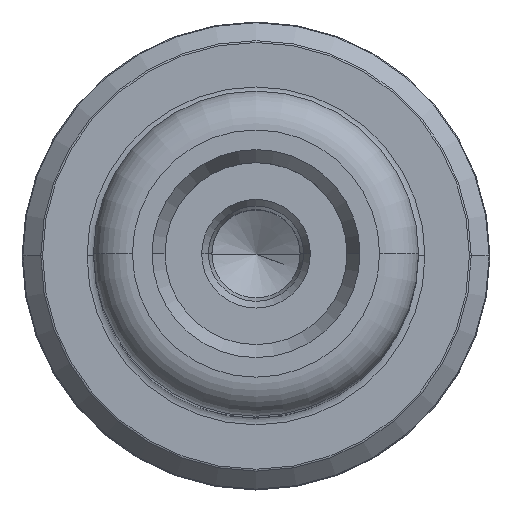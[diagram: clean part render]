
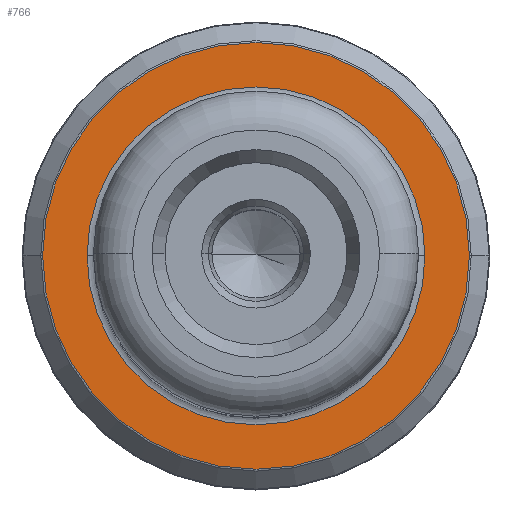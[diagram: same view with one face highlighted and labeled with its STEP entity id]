
A CAD part, top view. The second image highlights one B-rep face of the part: STEP entity #766.
In plain terms, the highlighted planar face has unit normal (0, 0, 1).
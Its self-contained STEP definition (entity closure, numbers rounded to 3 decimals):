
#3 = PLANE ( 'NONE',  #260 ) ;
#158 = CIRCLE ( 'NONE', #2988, 13. ) ;
#241 = AXIS2_PLACEMENT_3D ( 'NONE', #1850, #1886, #1610 ) ;
#260 = AXIS2_PLACEMENT_3D ( 'NONE', #3131, #3149, #936 ) ;
#296 = CIRCLE ( 'NONE', #241, 16.417 ) ;
#373 = ORIENTED_EDGE ( 'NONE', *, *, #521, .T. ) ;
#476 = CARTESIAN_POINT ( 'NONE',  ( 0., 0., 26. ) ) ;
#521 = EDGE_CURVE ( 'NONE', #1780, #1327, #296, .T. ) ;
#564 = FACE_OUTER_BOUND ( 'NONE', #1753, .T. ) ;
#656 = VERTEX_POINT ( 'NONE', #1399 ) ;
#712 = CIRCLE ( 'NONE', #2632, 16.417 ) ;
#766 = ADVANCED_FACE ( 'NONE', ( #1955, #564 ), #3, .T. ) ;
#936 = DIRECTION ( 'NONE',  ( 1., 0., 0. ) ) ;
#971 = DIRECTION ( 'NONE',  ( 0., 0., -1. ) ) ;
#1058 = CARTESIAN_POINT ( 'NONE',  ( -13., 0., 26. ) ) ;
#1247 = CARTESIAN_POINT ( 'NONE',  ( 0., 0., 26. ) ) ;
#1286 = EDGE_CURVE ( 'NONE', #656, #1460, #3074, .T. ) ;
#1327 = VERTEX_POINT ( 'NONE', #3538 ) ;
#1399 = CARTESIAN_POINT ( 'NONE',  ( 13., 0., 26. ) ) ;
#1460 = VERTEX_POINT ( 'NONE', #1058 ) ;
#1519 = CARTESIAN_POINT ( 'NONE',  ( -16.417, 0., 26. ) ) ;
#1579 = DIRECTION ( 'NONE',  ( -1., 0., 0. ) ) ;
#1599 = DIRECTION ( 'NONE',  ( 0., 0., 1. ) ) ;
#1606 = DIRECTION ( 'NONE',  ( 0., 0., -1. ) ) ;
#1610 = DIRECTION ( 'NONE',  ( 1., 0., 0. ) ) ;
#1612 = AXIS2_PLACEMENT_3D ( 'NONE', #1247, #971, #2082 ) ;
#1753 = EDGE_LOOP ( 'NONE', ( #3487, #373 ) ) ;
#1780 = VERTEX_POINT ( 'NONE', #1519 ) ;
#1850 = CARTESIAN_POINT ( 'NONE',  ( 0., 0., 26. ) ) ;
#1886 = DIRECTION ( 'NONE',  ( 0., 0., 1. ) ) ;
#1955 = FACE_BOUND ( 'NONE', #2545, .T. ) ;
#1966 = ORIENTED_EDGE ( 'NONE', *, *, #1286, .T. ) ;
#2082 = DIRECTION ( 'NONE',  ( -1., 0., 0. ) ) ;
#2134 = EDGE_CURVE ( 'NONE', #1460, #656, #158, .T. ) ;
#2545 = EDGE_LOOP ( 'NONE', ( #2719, #1966 ) ) ;
#2632 = AXIS2_PLACEMENT_3D ( 'NONE', #2795, #1599, #3288 ) ;
#2719 = ORIENTED_EDGE ( 'NONE', *, *, #2134, .T. ) ;
#2795 = CARTESIAN_POINT ( 'NONE',  ( 0., 0., 26. ) ) ;
#2988 = AXIS2_PLACEMENT_3D ( 'NONE', #476, #1606, #1579 ) ;
#3074 = CIRCLE ( 'NONE', #1612, 13. ) ;
#3131 = CARTESIAN_POINT ( 'NONE',  ( 0., 0., 26. ) ) ;
#3149 = DIRECTION ( 'NONE',  ( 0., 0., 1. ) ) ;
#3288 = DIRECTION ( 'NONE',  ( 1., 0., 0. ) ) ;
#3471 = EDGE_CURVE ( 'NONE', #1327, #1780, #712, .T. ) ;
#3487 = ORIENTED_EDGE ( 'NONE', *, *, #3471, .T. ) ;
#3538 = CARTESIAN_POINT ( 'NONE',  ( 16.417, 0., 26. ) ) ;
